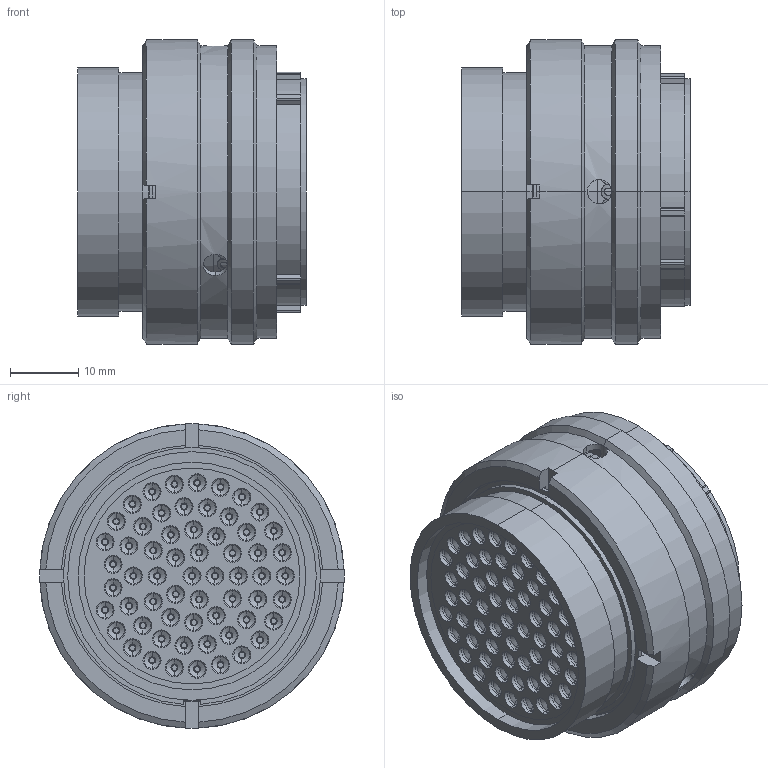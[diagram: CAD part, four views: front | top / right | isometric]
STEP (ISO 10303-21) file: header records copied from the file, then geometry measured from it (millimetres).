
FILE_DESCRIPTION (( 'STEP AP214' ), '1' );
FILE_NAME ('AS624-61SD.STEP', '2020-06-04T12:20:42', ( 'TE Connectivity' ), ( 'TE Connectivity' ), 'SwSTEP 2.0', 'SolidWorks 2016', '' );
FILE_SCHEMA (( 'AUTOMOTIVE_DESIGN' ));
Length unit declared in the file: millimetre
Products named in the file (1): AS624-61SD
Bounding box: 33.37 x 44.5 x 44.5 mm (x, y, z)
Volume: 30555.7 mm3; surface area: 34929.8 mm2
Topology: 9 solids, 9 shells, 2758 faces, 6986 edges, 4316 vertices
Faces by surface type: cylinder 1126, plane 752, torus 492, cone 376, bspline 12
Entity records: 124190 total; most frequent: CARTESIAN_POINT 30704, ORIENTED_EDGE 13972, DIRECTION 12346, EDGE_CURVE 6986, AXIS2_PLACEMENT_3D 5168, VERTEX_POINT 4316, EDGE_LOOP 3086, UNCERTAINTY_MEASURE_WITH_UNIT 2769
